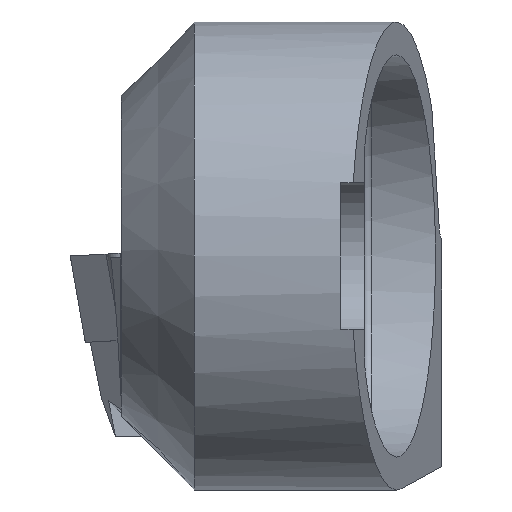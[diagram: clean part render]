
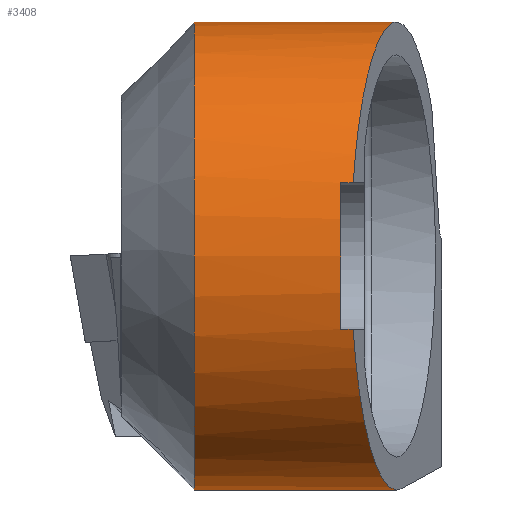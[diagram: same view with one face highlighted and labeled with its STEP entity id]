
A CAD part, front view. The second image highlights one B-rep face of the part: STEP entity #3408.
In plain terms, the highlighted cylindrical face has radius 6.4 mm (diameter 12.8 mm), a partial arc.
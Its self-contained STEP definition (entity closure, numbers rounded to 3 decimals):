
#15 = EDGE_CURVE ( 'NONE', #4576, #3817, #4710, .T. ) ;
#68 = DIRECTION ( 'NONE',  ( 1., 0., 0. ) ) ;
#259 = VECTOR ( 'NONE', #1505, 1000. ) ;
#267 = EDGE_CURVE ( 'NONE', #3817, #4386, #4964, .T. ) ;
#407 = DIRECTION ( 'NONE',  ( 0., 0., -1. ) ) ;
#509 = DIRECTION ( 'NONE',  ( 1., 0., 0. ) ) ;
#547 = VERTEX_POINT ( 'NONE', #3890 ) ;
#565 = CARTESIAN_POINT ( 'NONE',  ( 0.876, 0., 6.4 ) ) ;
#569 = CARTESIAN_POINT ( 'NONE',  ( -8.5, 0., 0. ) ) ;
#641 = CIRCLE ( 'NONE', #3681, 6.4 ) ;
#800 = CARTESIAN_POINT ( 'NONE',  ( 0.876, 0., -6.4 ) ) ;
#816 = CARTESIAN_POINT ( 'NONE',  ( -0.306, -6.079, -2. ) ) ;
#939 = EDGE_CURVE ( 'NONE', #3315, #4386, #3481, .T. ) ;
#1032 = VECTOR ( 'NONE', #4304, 1000. ) ;
#1138 = ORIENTED_EDGE ( 'NONE', *, *, #4708, .T. ) ;
#1150 = CARTESIAN_POINT ( 'NONE',  ( -0.132, -5.184, 4.721 ) ) ;
#1450 = CARTESIAN_POINT ( 'NONE',  ( -0.306, -6.079, 2. ) ) ;
#1460 = ORIENTED_EDGE ( 'NONE', *, *, #267, .F. ) ;
#1464 = ORIENTED_EDGE ( 'NONE', *, *, #939, .T. ) ;
#1474 = CARTESIAN_POINT ( 'NONE',  ( 0.876, 0., 6.4 ) ) ;
#1476 = LINE ( 'NONE', #1724, #259 ) ;
#1505 = DIRECTION ( 'NONE',  ( 1., 0., 0. ) ) ;
#1552 = CARTESIAN_POINT ( 'NONE',  ( -8.5, -6.079, 2. ) ) ;
#1567 = DIRECTION ( 'NONE',  ( 1., 0., 0. ) ) ;
#1634 = CARTESIAN_POINT ( 'NONE',  ( -0.65, -6.079, 2. ) ) ;
#1712 = DIRECTION ( 'NONE',  ( 0., 0., -1. ) ) ;
#1715 = DIRECTION ( 'NONE',  ( 1., 0., 0. ) ) ;
#1724 = CARTESIAN_POINT ( 'NONE',  ( -8.5, 0., -6.4 ) ) ;
#1735 = CARTESIAN_POINT ( 'NONE',  ( -0.65, 0., 0. ) ) ;
#1764 = CARTESIAN_POINT ( 'NONE',  ( -8.5, 0., 6.4 ) ) ;
#1765 = CARTESIAN_POINT ( 'NONE',  ( -0.306, -6.079, 2. ) ) ;
#1824 = CARTESIAN_POINT ( 'NONE',  ( -0.306, -6.079, -2. ) ) ;
#1876 = CYLINDRICAL_SURFACE ( 'NONE', #3029, 6.4 ) ;
#1917 = CARTESIAN_POINT ( 'NONE',  ( 0.876, 0., -6.4 ) ) ;
#1945 = CARTESIAN_POINT ( 'NONE',  ( -8.5, -6.079, -2. ) ) ;
#1981 = VECTOR ( 'NONE', #1567, 1000. ) ;
#2004 = FACE_OUTER_BOUND ( 'NONE', #4800, .T. ) ;
#2034 = CARTESIAN_POINT ( 'NONE',  ( 0.319, -2.864, -6.4 ) ) ;
#2035 = CARTESIAN_POINT ( 'NONE',  ( -4.65, 0., 0. ) ) ;
#2057 = DIRECTION ( 'NONE',  ( -1., 0., 0. ) ) ;
#2111 = DIRECTION ( 'NONE',  ( 0., -1., 0. ) ) ;
#2225 = AXIS2_PLACEMENT_3D ( 'NONE', #2035, #2057, #2111 ) ;
#2486 = VERTEX_POINT ( 'NONE', #1824 ) ;
#2937 = VERTEX_POINT ( 'NONE', #1917 ) ;
#2950 = ORIENTED_EDGE ( 'NONE', *, *, #3147, .T. ) ;
#2969 = EDGE_CURVE ( 'NONE', #4137, #3315, #4213, .T. ) ;
#3029 = AXIS2_PLACEMENT_3D ( 'NONE', #569, #509, #407 ) ;
#3047 = CARTESIAN_POINT ( 'NONE',  ( 0.319, -2.864, 6.4 ) ) ;
#3051 = LINE ( 'NONE', #1945, #1032 ) ;
#3077 =( BOUNDED_CURVE ( )  B_SPLINE_CURVE ( 3, ( #800, #2034, #3244, #816 ),
 .UNSPECIFIED., .F., .F. ) 
 B_SPLINE_CURVE_WITH_KNOTS ( ( 4, 4 ),
 ( 1.571, 2.824 ),
 .UNSPECIFIED. ) 
 CURVE ( )  GEOMETRIC_REPRESENTATION_ITEM ( )  RATIONAL_B_SPLINE_CURVE ( ( 1., 0.873, 0.873, 1. ) ) 
 REPRESENTATION_ITEM ( '' )  );
#3147 = EDGE_CURVE ( 'NONE', #4576, #2937, #1476, .T. ) ;
#3244 = CARTESIAN_POINT ( 'NONE',  ( -0.132, -5.184, -4.721 ) ) ;
#3315 = VERTEX_POINT ( 'NONE', #1765 ) ;
#3408 = ADVANCED_FACE ( 'NONE', ( #2004 ), #1876, .T. ) ;
#3481 =( BOUNDED_CURVE ( )  B_SPLINE_CURVE ( 3, ( #1450, #1150, #3047, #1474 ),
 .UNSPECIFIED., .F., .F. ) 
 B_SPLINE_CURVE_WITH_KNOTS ( ( 4, 4 ),
 ( 3.459, 4.712 ),
 .UNSPECIFIED. ) 
 CURVE ( )  GEOMETRIC_REPRESENTATION_ITEM ( )  RATIONAL_B_SPLINE_CURVE ( ( 1., 0.873, 0.873, 1. ) ) 
 REPRESENTATION_ITEM ( '' )  );
#3647 = ORIENTED_EDGE ( 'NONE', *, *, #4081, .F. ) ;
#3681 = AXIS2_PLACEMENT_3D ( 'NONE', #1735, #1715, #1712 ) ;
#3817 = VERTEX_POINT ( 'NONE', #4565 ) ;
#3890 = CARTESIAN_POINT ( 'NONE',  ( -0.65, -6.079, -2. ) ) ;
#3947 = ORIENTED_EDGE ( 'NONE', *, *, #2969, .T. ) ;
#4081 = EDGE_CURVE ( 'NONE', #4137, #547, #641, .T. ) ;
#4137 = VERTEX_POINT ( 'NONE', #1634 ) ;
#4213 = LINE ( 'NONE', #1552, #1981 ) ;
#4304 = DIRECTION ( 'NONE',  ( -1., 0., 0. ) ) ;
#4386 = VERTEX_POINT ( 'NONE', #565 ) ;
#4565 = CARTESIAN_POINT ( 'NONE',  ( -4.65, 0., 6.4 ) ) ;
#4576 = VERTEX_POINT ( 'NONE', #4591 ) ;
#4591 = CARTESIAN_POINT ( 'NONE',  ( -4.65, 0., -6.4 ) ) ;
#4671 = VECTOR ( 'NONE', #68, 1000. ) ;
#4708 = EDGE_CURVE ( 'NONE', #2486, #547, #3051, .T. ) ;
#4710 = CIRCLE ( 'NONE', #2225, 6.4 ) ;
#4767 = ORIENTED_EDGE ( 'NONE', *, *, #4904, .T. ) ;
#4777 = ORIENTED_EDGE ( 'NONE', *, *, #15, .F. ) ;
#4800 = EDGE_LOOP ( 'NONE', ( #1460, #4777, #2950, #4767, #1138, #3647, #3947, #1464 ) ) ;
#4904 = EDGE_CURVE ( 'NONE', #2937, #2486, #3077, .T. ) ;
#4964 = LINE ( 'NONE', #1764, #4671 ) ;
